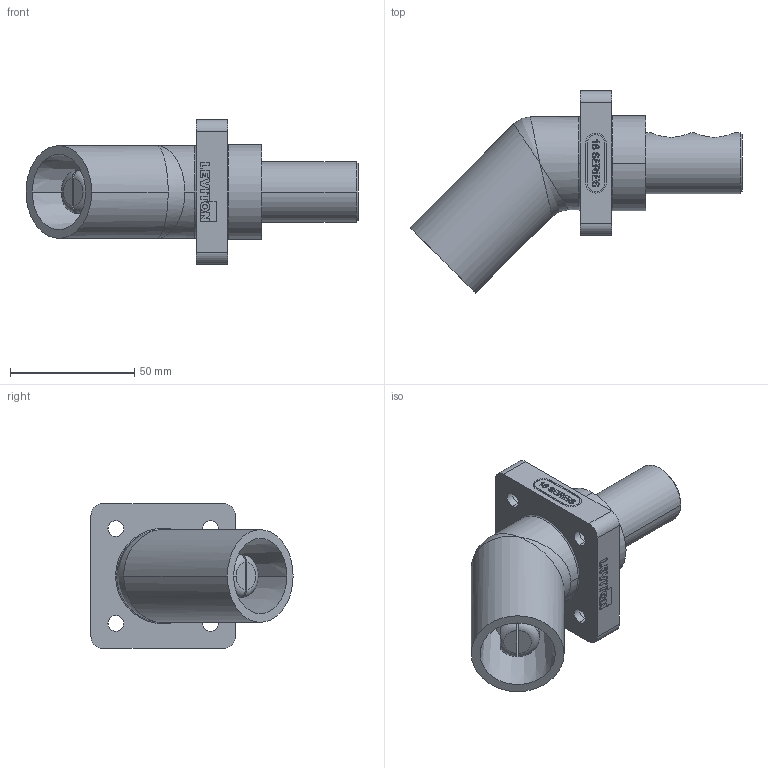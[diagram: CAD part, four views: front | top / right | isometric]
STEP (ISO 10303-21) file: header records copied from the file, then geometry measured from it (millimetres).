
FILE_DESCRIPTION (( 'STEP AP214' ), '1' );
FILE_NAME ('CATSTD-16R27-000.STEP', '2020-07-20T18:44:18', ( '' ), ( '' ), 'SwSTEP 2.0', 'SolidWorks 2017', '' );
FILE_SCHEMA (( 'AUTOMOTIVE_DESIGN' ));
Length unit declared in the file: inch
Products named in the file (1): CATSTD-16R27-000
Bounding box: 133.58 x 81.33 x 58.17 mm (x, y, z)
Volume: 134912 mm3; surface area: 52712 mm2
Topology: 5 solids, 5 shells, 2465 faces, 6339 edges, 4058 vertices
Faces by surface type: plane 1219, bspline 658, cylinder 389, torus 81, sphere 72, cone 46
Entity records: 147945 total; most frequent: CARTESIAN_POINT 60156, ORIENTED_EDGE 12626, DIRECTION 9446, EDGE_CURVE 6313, VERTEX_POINT 4058, VECTOR 3960, LINE 3960, AXIS2_PLACEMENT_3D 2743
